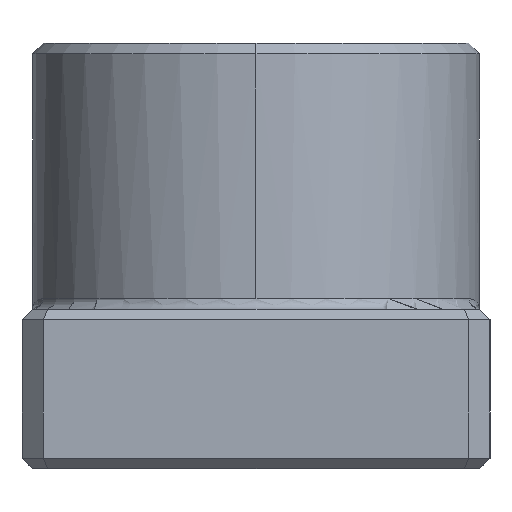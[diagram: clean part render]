
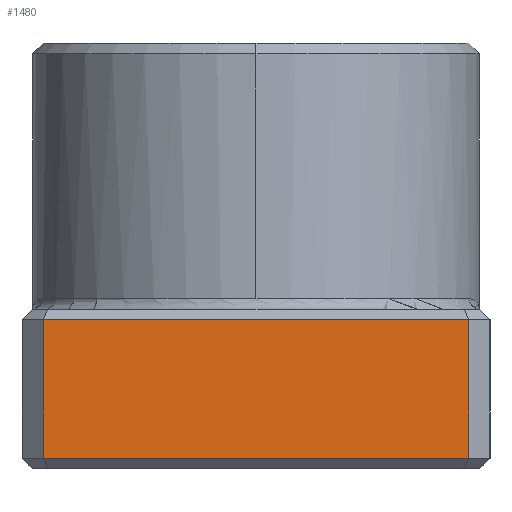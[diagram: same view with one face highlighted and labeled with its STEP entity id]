
A CAD part, left-side view. The second image highlights one B-rep face of the part: STEP entity #1480.
In plain terms, the highlighted planar face has unit normal (-1, 0, 0).
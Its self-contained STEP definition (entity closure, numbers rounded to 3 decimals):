
#10 = DIRECTION ( 'NONE',  ( 0., 0., -1. ) ) ;
#34 = ORIENTED_EDGE ( 'NONE', *, *, #2934, .T. ) ;
#64 = VECTOR ( 'NONE', #780, 1000. ) ;
#79 = VERTEX_POINT ( 'NONE', #151 ) ;
#80 = VERTEX_POINT ( 'NONE', #2346 ) ;
#96 = VECTOR ( 'NONE', #1841, 1000. ) ;
#151 = CARTESIAN_POINT ( 'NONE',  ( -37., 20., 14. ) ) ;
#155 = CARTESIAN_POINT ( 'NONE',  ( -37., -20., 1. ) ) ;
#158 = FACE_OUTER_BOUND ( 'NONE', #3270, .T. ) ;
#179 = DIRECTION ( 'NONE',  ( 0., 0., -1. ) ) ;
#197 = CARTESIAN_POINT ( 'NONE',  ( -37., 20., 14. ) ) ;
#222 = CARTESIAN_POINT ( 'NONE',  ( -37., 20., 1. ) ) ;
#420 = LINE ( 'NONE', #3167, #3144 ) ;
#429 = VERTEX_POINT ( 'NONE', #868 ) ;
#451 = VECTOR ( 'NONE', #10, 1000. ) ;
#636 = ORIENTED_EDGE ( 'NONE', *, *, #1958, .T. ) ;
#768 = DIRECTION ( 'NONE',  ( 1., 0., 0. ) ) ;
#780 = DIRECTION ( 'NONE',  ( 0., -1., 0. ) ) ;
#801 = LINE ( 'NONE', #222, #64 ) ;
#829 = LINE ( 'NONE', #197, #96 ) ;
#868 = CARTESIAN_POINT ( 'NONE',  ( -37., -20., 14. ) ) ;
#963 = AXIS2_PLACEMENT_3D ( 'NONE', #3474, #768, #2672 ) ;
#988 = EDGE_CURVE ( 'NONE', #429, #2401, #420, .T. ) ;
#1171 = ORIENTED_EDGE ( 'NONE', *, *, #3530, .T. ) ;
#1189 = LINE ( 'NONE', #3004, #451 ) ;
#1480 = ADVANCED_FACE ( 'NONE', ( #158 ), #1580, .F. ) ;
#1580 = PLANE ( 'NONE',  #963 ) ;
#1841 = DIRECTION ( 'NONE',  ( 0., 1., 0. ) ) ;
#1898 = ORIENTED_EDGE ( 'NONE', *, *, #988, .F. ) ;
#1958 = EDGE_CURVE ( 'NONE', #80, #2401, #801, .T. ) ;
#2346 = CARTESIAN_POINT ( 'NONE',  ( -37., 20., 1. ) ) ;
#2401 = VERTEX_POINT ( 'NONE', #155 ) ;
#2672 = DIRECTION ( 'NONE',  ( 0., 1., 0. ) ) ;
#2934 = EDGE_CURVE ( 'NONE', #79, #80, #1189, .T. ) ;
#3004 = CARTESIAN_POINT ( 'NONE',  ( -37., 20., 15. ) ) ;
#3144 = VECTOR ( 'NONE', #179, 1000. ) ;
#3167 = CARTESIAN_POINT ( 'NONE',  ( -37., -20., 15. ) ) ;
#3270 = EDGE_LOOP ( 'NONE', ( #34, #636, #1898, #1171 ) ) ;
#3474 = CARTESIAN_POINT ( 'NONE',  ( -37., 20., 15. ) ) ;
#3530 = EDGE_CURVE ( 'NONE', #429, #79, #829, .T. ) ;
